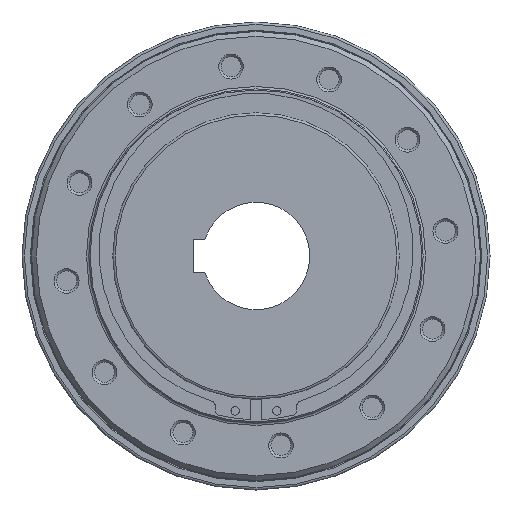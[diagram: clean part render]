
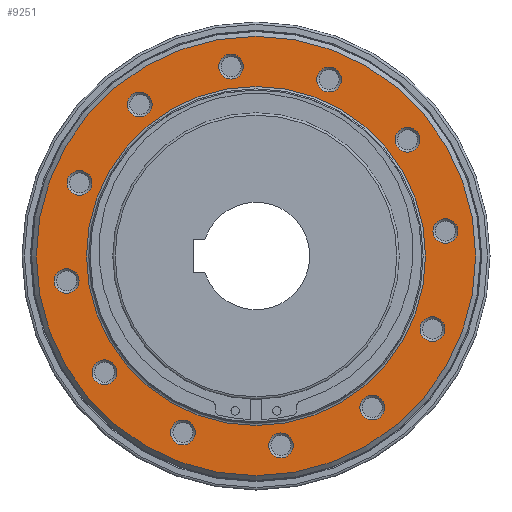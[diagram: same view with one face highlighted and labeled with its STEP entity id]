
A CAD part, left-side view. The second image highlights one B-rep face of the part: STEP entity #9251.
In plain terms, the highlighted planar face has unit normal (-1, 0, 0).
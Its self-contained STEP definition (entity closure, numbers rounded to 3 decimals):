
#2130=ORIENTED_EDGE('',*,*,#4577,.T.);
#2131=ORIENTED_EDGE('',*,*,#4580,.T.);
#2132=ORIENTED_EDGE('',*,*,#4583,.T.);
#2133=ORIENTED_EDGE('',*,*,#4586,.T.);
#2134=ORIENTED_EDGE('',*,*,#4589,.T.);
#2135=ORIENTED_EDGE('',*,*,#4592,.T.);
#2136=ORIENTED_EDGE('',*,*,#4595,.T.);
#2137=ORIENTED_EDGE('',*,*,#4598,.T.);
#2138=ORIENTED_EDGE('',*,*,#4601,.T.);
#2139=ORIENTED_EDGE('',*,*,#4604,.T.);
#2140=ORIENTED_EDGE('',*,*,#4607,.T.);
#2141=ORIENTED_EDGE('',*,*,#4651,.T.);
#2142=ORIENTED_EDGE('',*,*,#4652,.T.);
#2143=ORIENTED_EDGE('',*,*,#4653,.T.);
#4577=EDGE_CURVE('',#5878,#5878,#6832,.F.);
#4580=EDGE_CURVE('',#5881,#5881,#6835,.F.);
#4583=EDGE_CURVE('',#5884,#5884,#6838,.F.);
#4586=EDGE_CURVE('',#5887,#5887,#6841,.F.);
#4589=EDGE_CURVE('',#5890,#5890,#6844,.F.);
#4592=EDGE_CURVE('',#5893,#5893,#6847,.F.);
#4595=EDGE_CURVE('',#5896,#5896,#6850,.F.);
#4598=EDGE_CURVE('',#5899,#5899,#6853,.F.);
#4601=EDGE_CURVE('',#5902,#5902,#6856,.F.);
#4604=EDGE_CURVE('',#5905,#5905,#6859,.F.);
#4607=EDGE_CURVE('',#5908,#5908,#6862,.F.);
#4651=EDGE_CURVE('',#5952,#5952,#6906,.F.);
#4652=EDGE_CURVE('',#5953,#5953,#6907,.T.);
#4653=EDGE_CURVE('',#5954,#5954,#6908,.F.);
#5878=VERTEX_POINT('',#14231);
#5881=VERTEX_POINT('',#14239);
#5884=VERTEX_POINT('',#14247);
#5887=VERTEX_POINT('',#14255);
#5890=VERTEX_POINT('',#14263);
#5893=VERTEX_POINT('',#14271);
#5896=VERTEX_POINT('',#14279);
#5899=VERTEX_POINT('',#14287);
#5902=VERTEX_POINT('',#14295);
#5905=VERTEX_POINT('',#14303);
#5908=VERTEX_POINT('',#14311);
#5952=VERTEX_POINT('',#14403);
#5953=VERTEX_POINT('',#14405);
#5954=VERTEX_POINT('',#14407);
#6832=CIRCLE('',#10923,5.188);
#6835=CIRCLE('',#10928,5.188);
#6838=CIRCLE('',#10933,5.188);
#6841=CIRCLE('',#10938,5.188);
#6844=CIRCLE('',#10943,5.188);
#6847=CIRCLE('',#10948,5.188);
#6850=CIRCLE('',#10953,5.188);
#6853=CIRCLE('',#10958,5.188);
#6856=CIRCLE('',#10963,5.188);
#6859=CIRCLE('',#10968,5.188);
#6862=CIRCLE('',#10973,5.188);
#6906=CIRCLE('',#11021,5.188);
#6907=CIRCLE('',#11022,92.);
#6908=CIRCLE('',#11023,71.);
#7250=EDGE_LOOP('',(#2130));
#7251=EDGE_LOOP('',(#2131));
#7252=EDGE_LOOP('',(#2132));
#7253=EDGE_LOOP('',(#2133));
#7254=EDGE_LOOP('',(#2134));
#7255=EDGE_LOOP('',(#2135));
#7256=EDGE_LOOP('',(#2136));
#7257=EDGE_LOOP('',(#2137));
#7258=EDGE_LOOP('',(#2138));
#7259=EDGE_LOOP('',(#2139));
#7260=EDGE_LOOP('',(#2140));
#7261=EDGE_LOOP('',(#2141));
#7262=EDGE_LOOP('',(#2142));
#7263=EDGE_LOOP('',(#2143));
#8114=FACE_BOUND('',#7250,.T.);
#8115=FACE_BOUND('',#7251,.T.);
#8116=FACE_BOUND('',#7252,.T.);
#8117=FACE_BOUND('',#7253,.T.);
#8118=FACE_BOUND('',#7254,.T.);
#8119=FACE_BOUND('',#7255,.T.);
#8120=FACE_BOUND('',#7256,.T.);
#8121=FACE_BOUND('',#7257,.T.);
#8122=FACE_BOUND('',#7258,.T.);
#8123=FACE_BOUND('',#7259,.T.);
#8124=FACE_BOUND('',#7260,.T.);
#8125=FACE_BOUND('',#7261,.T.);
#8126=FACE_BOUND('',#7262,.T.);
#8127=FACE_BOUND('',#7263,.T.);
#8827=PLANE('',#11020);
#9251=ADVANCED_FACE('',(#8114,#8115,#8116,#8117,#8118,#8119,#8120,#8121,
#8122,#8123,#8124,#8125,#8126,#8127),#8827,.T.);
#10923=AXIS2_PLACEMENT_3D('',#14230,#11960,#11961);
#10928=AXIS2_PLACEMENT_3D('',#14238,#11970,#11971);
#10933=AXIS2_PLACEMENT_3D('',#14246,#11980,#11981);
#10938=AXIS2_PLACEMENT_3D('',#14254,#11990,#11991);
#10943=AXIS2_PLACEMENT_3D('',#14262,#12000,#12001);
#10948=AXIS2_PLACEMENT_3D('',#14270,#12010,#12011);
#10953=AXIS2_PLACEMENT_3D('',#14278,#12020,#12021);
#10958=AXIS2_PLACEMENT_3D('',#14286,#12030,#12031);
#10963=AXIS2_PLACEMENT_3D('',#14294,#12040,#12041);
#10968=AXIS2_PLACEMENT_3D('',#14302,#12050,#12051);
#10973=AXIS2_PLACEMENT_3D('',#14310,#12060,#12061);
#11020=AXIS2_PLACEMENT_3D('',#14401,#12154,#12155);
#11021=AXIS2_PLACEMENT_3D('',#14402,#12156,#12157);
#11022=AXIS2_PLACEMENT_3D('',#14404,#12158,#12159);
#11023=AXIS2_PLACEMENT_3D('',#14406,#12160,#12161);
#11960=DIRECTION('',(-1.,0.,0.));
#11961=DIRECTION('',(0.,0.5,0.866));
#11970=DIRECTION('',(-1.,0.,0.));
#11971=DIRECTION('',(0.,0.866,0.5));
#11980=DIRECTION('',(-1.,0.,0.));
#11981=DIRECTION('',(0.,1.,0.));
#11990=DIRECTION('',(-1.,0.,0.));
#11991=DIRECTION('',(0.,0.866,-0.5));
#12000=DIRECTION('',(-1.,0.,0.));
#12001=DIRECTION('',(0.,0.5,-0.866));
#12010=DIRECTION('',(-1.,0.,0.));
#12011=DIRECTION('',(0.,0.,-1.));
#12020=DIRECTION('',(-1.,0.,0.));
#12021=DIRECTION('',(0.,-0.5,-0.866));
#12030=DIRECTION('',(-1.,0.,0.));
#12031=DIRECTION('',(0.,-0.866,-0.5));
#12040=DIRECTION('',(-1.,0.,0.));
#12041=DIRECTION('',(0.,-1.,0.));
#12050=DIRECTION('',(-1.,0.,0.));
#12051=DIRECTION('',(0.,-0.866,0.5));
#12060=DIRECTION('',(-1.,0.,0.));
#12061=DIRECTION('',(0.,-0.5,0.866));
#12154=DIRECTION('',(-1.,0.,0.));
#12155=DIRECTION('',(0.,0.,1.));
#12156=DIRECTION('',(-1.,0.,0.));
#12157=DIRECTION('',(0.,0.,1.));
#12158=DIRECTION('',(-1.,0.,0.));
#12159=DIRECTION('',(0.,0.,1.));
#12160=DIRECTION('',(-1.,0.,0.));
#12161=DIRECTION('',(0.,0.,1.));
#14230=CARTESIAN_POINT('',(-18.,79.316,-10.442));
#14231=CARTESIAN_POINT('',(-18.,81.91,-5.949));
#14238=CARTESIAN_POINT('',(-18.,63.468,-48.701));
#14239=CARTESIAN_POINT('',(-18.,67.961,-46.107));
#14246=CARTESIAN_POINT('',(-18.,30.615,-73.91));
#14247=CARTESIAN_POINT('',(-18.,35.803,-73.91));
#14254=CARTESIAN_POINT('',(-18.,-10.442,-79.316));
#14255=CARTESIAN_POINT('',(-18.,-5.949,-81.91));
#14262=CARTESIAN_POINT('',(-18.,-48.701,-63.468));
#14263=CARTESIAN_POINT('',(-18.,-46.107,-67.961));
#14270=CARTESIAN_POINT('',(-18.,-73.91,-30.615));
#14271=CARTESIAN_POINT('',(-18.,-73.91,-35.803));
#14278=CARTESIAN_POINT('',(-18.,-79.316,10.442));
#14279=CARTESIAN_POINT('',(-18.,-81.91,5.949));
#14286=CARTESIAN_POINT('',(-18.,-63.468,48.701));
#14287=CARTESIAN_POINT('',(-18.,-67.961,46.107));
#14294=CARTESIAN_POINT('',(-18.,-30.615,73.91));
#14295=CARTESIAN_POINT('',(-18.,-35.803,73.91));
#14302=CARTESIAN_POINT('',(-18.,10.442,79.316));
#14303=CARTESIAN_POINT('',(-18.,5.949,81.91));
#14310=CARTESIAN_POINT('',(-18.,48.701,63.468));
#14311=CARTESIAN_POINT('',(-18.,46.107,67.961));
#14401=CARTESIAN_POINT('',(-18.,0.,70.));
#14402=CARTESIAN_POINT('',(-18.,73.91,30.615));
#14403=CARTESIAN_POINT('',(-18.,73.91,35.803));
#14404=CARTESIAN_POINT('',(-18.,0.,0.));
#14405=CARTESIAN_POINT('',(-18.,0.,92.));
#14406=CARTESIAN_POINT('',(-18.,0.,0.));
#14407=CARTESIAN_POINT('',(-18.,0.,71.));
